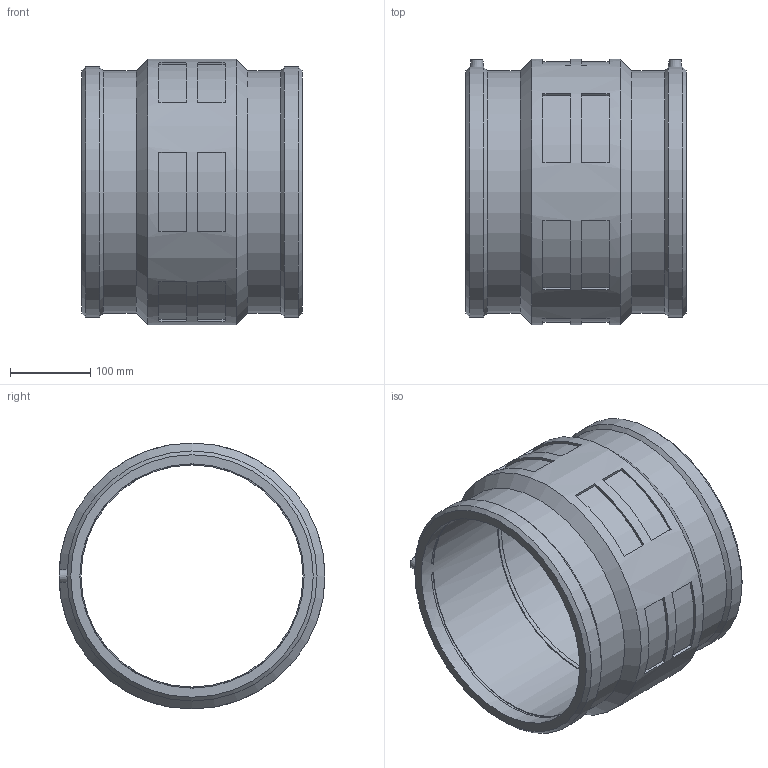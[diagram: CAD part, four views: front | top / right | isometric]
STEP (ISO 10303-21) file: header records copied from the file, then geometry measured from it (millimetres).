
FILE_DESCRIPTION(/* description */ ('PLASSON LIGHTFIT COUPLER 280'),/* implementation_level */ '2;1');
FILE_NAME(/* name */ '460104280.ipt.stp',/* time_stamp */ '2017-11-06T09:09:33+02:00',/* author */ ('KIM'),/* organization */ (''),/* preprocessor_version */ 'ST-DEVELOPER v15.6',/* originating_system */ 'Autodesk Inventor 2015',/* authorisation */ '');
FILE_SCHEMA (('AUTOMOTIVE_DESIGN { 1 0 10303 214 3 1 1 }'));
Length unit declared in the file: millimetre
Products named in the file (1): 460104280
Bounding box: 275 x 332 x 332 mm (x, y, z)
Volume: 4745296.3 mm3; surface area: 572436.5 mm2
Topology: 1 solids, 1 shells, 98 faces, 226 edges, 148 vertices
Faces by surface type: plane 60, cylinder 24, cone 14
Full cylindrical faces by diameter (mm): 4 x2, 10 x2, 277.2 x1, 280 x2, 302.718 x2, 312.08 x2, 332 x1
Entity records: 2688 total; most frequent: CARTESIAN_POINT 543, DIRECTION 458, ORIENTED_EDGE 384, EDGE_CURVE 192, AXIS2_PLACEMENT_3D 181, EDGE_LOOP 142, VERTEX_POINT 138, FACE_OUTER_BOUND 98
